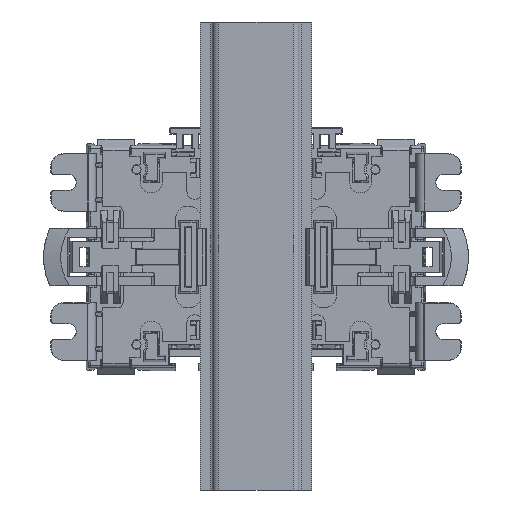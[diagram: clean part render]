
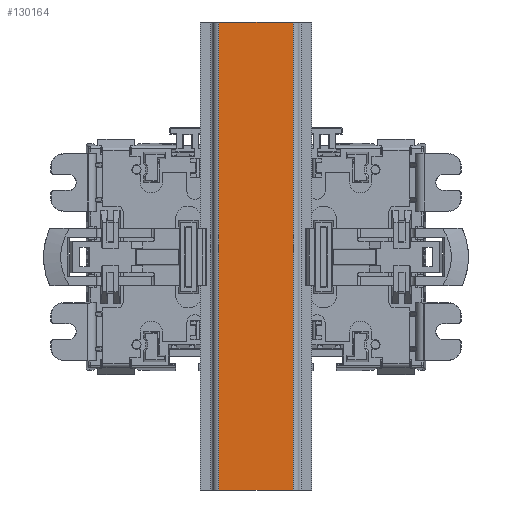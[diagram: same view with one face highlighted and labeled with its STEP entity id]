
A CAD part, left-side view. The second image highlights one B-rep face of the part: STEP entity #130164.
In plain terms, the highlighted face is planar.
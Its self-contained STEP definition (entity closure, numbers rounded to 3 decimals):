
#129435=DIRECTION('',(0.,0.,1.));
#129436=VECTOR('',#129435,23.4);
#129437=CARTESIAN_POINT('',(65.,-7.5,-11.7));
#129438=LINE('',#129437,#129436);
#129621=DIRECTION('',(-1.,0.,0.));
#129622=VECTOR('',#129621,147.);
#129623=CARTESIAN_POINT('',(65.,-7.5,11.7));
#129624=LINE('',#129623,#129622);
#129629=DIRECTION('',(0.,0.,1.));
#129630=VECTOR('',#129629,23.4);
#129631=CARTESIAN_POINT('',(-82.,-7.5,-11.7));
#129632=LINE('',#129631,#129630);
#129637=DIRECTION('',(1.,0.,0.));
#129638=VECTOR('',#129637,147.);
#129639=CARTESIAN_POINT('',(-82.,-7.5,-11.7));
#129640=LINE('',#129639,#129638);
#129677=CARTESIAN_POINT('',(65.,-7.5,-11.7));
#129678=VERTEX_POINT('',#129677);
#129679=CARTESIAN_POINT('',(65.,-7.5,11.7));
#129680=VERTEX_POINT('',#129679);
#129731=CARTESIAN_POINT('',(-82.,-7.5,11.7));
#129732=VERTEX_POINT('',#129731);
#129733=CARTESIAN_POINT('',(-82.,-7.5,-11.7));
#129734=VERTEX_POINT('',#129733);
#130152=CARTESIAN_POINT('',(-145.,-7.5,11.7));
#130153=DIRECTION('',(0.,-1.,0.));
#130154=DIRECTION('',(0.,0.,-1.));
#130155=AXIS2_PLACEMENT_3D('',#130152,#130153,#130154);
#130156=PLANE('',#130155);
#130157=ORIENTED_EDGE('',*,*,#129780,.F.);
#130159=ORIENTED_EDGE('',*,*,#130158,.F.);
#130160=ORIENTED_EDGE('',*,*,#129871,.T.);
#130161=ORIENTED_EDGE('',*,*,#130138,.F.);
#130162=EDGE_LOOP('',(#130157,#130159,#130160,#130161));
#130163=FACE_OUTER_BOUND('',#130162,.F.);
#129780=EDGE_CURVE('',#129678,#129680,#129438,.T.);
#129871=EDGE_CURVE('',#129734,#129732,#129632,.T.);
#130138=EDGE_CURVE('',#129680,#129732,#129624,.T.);
#130158=EDGE_CURVE('',#129734,#129678,#129640,.T.);
#130164=ADVANCED_FACE('',(#130163),#130156,.T.);
